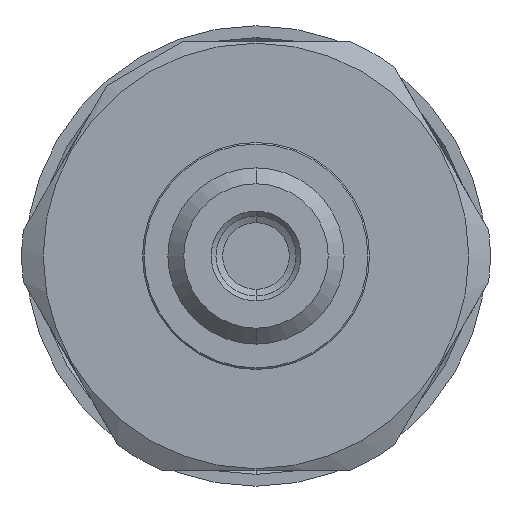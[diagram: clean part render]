
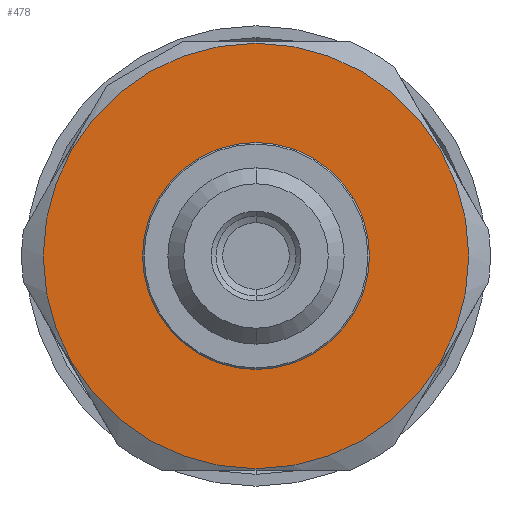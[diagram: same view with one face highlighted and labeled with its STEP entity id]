
A CAD part, front view. The second image highlights one B-rep face of the part: STEP entity #478.
In plain terms, the highlighted face is planar.
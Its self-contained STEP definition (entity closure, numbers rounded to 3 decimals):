
#49 = ORIENTED_EDGE ( 'NONE', *, *, #89, .T. ) ;
#57 = ORIENTED_EDGE ( 'NONE', *, *, #1660, .T. ) ;
#58 = CARTESIAN_POINT ( 'NONE',  ( 33.5, 0., -7.15 ) ) ;
#76 = ORIENTED_EDGE ( 'NONE', *, *, #671, .F. ) ;
#84 = ORIENTED_EDGE ( 'NONE', *, *, #938, .F. ) ;
#89 = EDGE_CURVE ( 'NONE', #4212, #4694, #3767, .T. ) ;
#211 = PLANE ( 'NONE',  #2900 ) ;
#229 = AXIS2_PLACEMENT_3D ( 'NONE', #3771, #3776, #3779 ) ;
#232 = CARTESIAN_POINT ( 'NONE',  ( 33.5, 13.4, 0. ) ) ;
#253 = EDGE_LOOP ( 'NONE', ( #84, #76 ) ) ;
#270 = DIRECTION ( 'NONE',  ( 0., 0., 1. ) ) ;
#278 = DIRECTION ( 'NONE',  ( -1., 0., 0. ) ) ;
#366 = EDGE_LOOP ( 'NONE', ( #57, #49 ) ) ;
#478 = ADVANCED_FACE ( 'NONE', ( #5017, #2452 ), #211, .F. ) ;
#671 = EDGE_CURVE ( 'NONE', #4686, #1317, #4870, .T. ) ;
#714 = AXIS2_PLACEMENT_3D ( 'NONE', #2449, #2464, #2470 ) ;
#938 = EDGE_CURVE ( 'NONE', #1317, #4686, #4666, .T. ) ;
#1317 = VERTEX_POINT ( 'NONE', #3488 ) ;
#1660 = EDGE_CURVE ( 'NONE', #4694, #4212, #3564, .T. ) ;
#2417 = DIRECTION ( 'NONE',  ( 0., 0., 1. ) ) ;
#2449 = CARTESIAN_POINT ( 'NONE',  ( 33.5, 0., 0. ) ) ;
#2452 = FACE_BOUND ( 'NONE', #366, .T. ) ;
#2464 = DIRECTION ( 'NONE',  ( -1., 0., 0. ) ) ;
#2470 = DIRECTION ( 'NONE',  ( 0., 0., 1. ) ) ;
#2561 = CARTESIAN_POINT ( 'NONE',  ( 33.5, 0., 0. ) ) ;
#2572 = DIRECTION ( 'NONE',  ( 0., 0., 1. ) ) ;
#2589 = DIRECTION ( 'NONE',  ( -1., 0., 0. ) ) ;
#2600 = CARTESIAN_POINT ( 'NONE',  ( 33.5, 0., 0. ) ) ;
#2900 = AXIS2_PLACEMENT_3D ( 'NONE', #232, #278, #270 ) ;
#2920 = DIRECTION ( 'NONE',  ( -1., 0., 0. ) ) ;
#3244 = AXIS2_PLACEMENT_3D ( 'NONE', #2561, #2920, #2417 ) ;
#3488 = CARTESIAN_POINT ( 'NONE',  ( 33.5, 0., 13.4 ) ) ;
#3564 = CIRCLE ( 'NONE', #3244, 7.15 ) ;
#3767 = CIRCLE ( 'NONE', #229, 7.15 ) ;
#3771 = CARTESIAN_POINT ( 'NONE',  ( 33.5, 0., 0. ) ) ;
#3776 = DIRECTION ( 'NONE',  ( -1., 0., 0. ) ) ;
#3779 = DIRECTION ( 'NONE',  ( 0., 0., 1. ) ) ;
#4054 = AXIS2_PLACEMENT_3D ( 'NONE', #2600, #2589, #2572 ) ;
#4212 = VERTEX_POINT ( 'NONE', #58 ) ;
#4494 = CARTESIAN_POINT ( 'NONE',  ( 33.5, 0., 7.15 ) ) ;
#4666 = CIRCLE ( 'NONE', #4054, 13.4 ) ;
#4682 = CARTESIAN_POINT ( 'NONE',  ( 33.5, 0., -13.4 ) ) ;
#4686 = VERTEX_POINT ( 'NONE', #4682 ) ;
#4694 = VERTEX_POINT ( 'NONE', #4494 ) ;
#4870 = CIRCLE ( 'NONE', #714, 13.4 ) ;
#5017 = FACE_OUTER_BOUND ( 'NONE', #253, .T. ) ;
